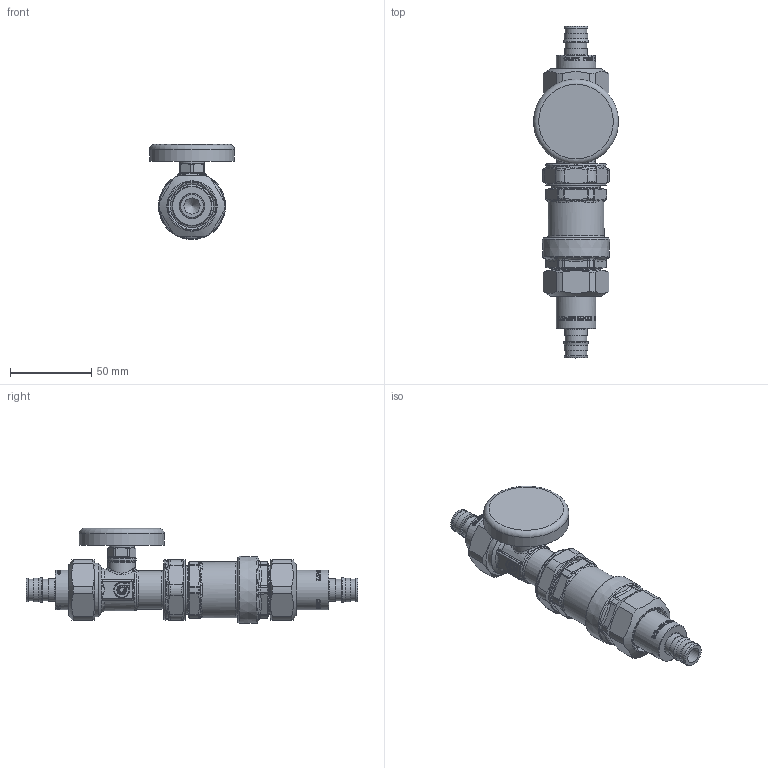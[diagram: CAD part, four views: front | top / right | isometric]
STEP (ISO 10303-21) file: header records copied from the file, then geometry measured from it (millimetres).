
FILE_DESCRIPTION(/* description */ (''),/* implementation_level */ '2;1');
FILE_NAME(/* name */ '127143AFC_Simplify_1.stp',/* time_stamp */ '2025-07-24T14:38:36-05:00',/* author */ ('ischreiner'),/* organization */ (''),/* preprocessor_version */ 'ST-DEVELOPER v20',/* originating_system */ 'Autodesk Inventor 2025',/* authorisation */ '');
FILE_SCHEMA (('AUTOMOTIVE_DESIGN { 1 0 10303 214 3 1 1 }'));
Length unit declared in the file: inch
Products named in the file (1): 127143AFC_Simplify_1
Bounding box: 52.32 x 204.42 x 58.6 mm (x, y, z)
Volume: 114068.6 mm3; surface area: 53476.4 mm2
Topology: 6 solids, 6 shells, 1716 faces, 4402 edges, 2754 vertices
Faces by surface type: bspline 609, plane 582, cylinder 299, cone 94, torus 94, sphere 38
Full cylindrical faces by diameter (mm): 9.906 x2, 13.284 x4, 14.097 x2, 14.605 x2, 15.24 x1, 15.875 x1, 17 x1, 18 x1, 19.939 x1, 20.091 x2, 20.6 x1, 20.701 x1, 21 x2, 22 x1, 23.5 x1, 24 x1, 24.1 x2, 24.384 x2, 25 x2, 25.908 x1, 26.924 x2, 27.686 x1, 28.3 x2, 28.5 x1, 28.6 x1, 29.515 x1, 29.6 x1, 29.972 x1, 30 x4, 30.2 x1
Entity records: 74596 total; most frequent: CARTESIAN_POINT 34822, ORIENTED_EDGE 8694, DIRECTION 6589, EDGE_CURVE 4347, VERTEX_POINT 2754, AXIS2_PLACEMENT_3D 2413, EDGE_LOOP 1841, LINE 1763
